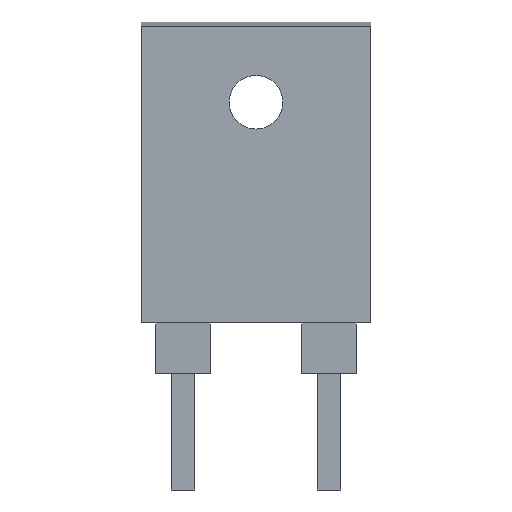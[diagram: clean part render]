
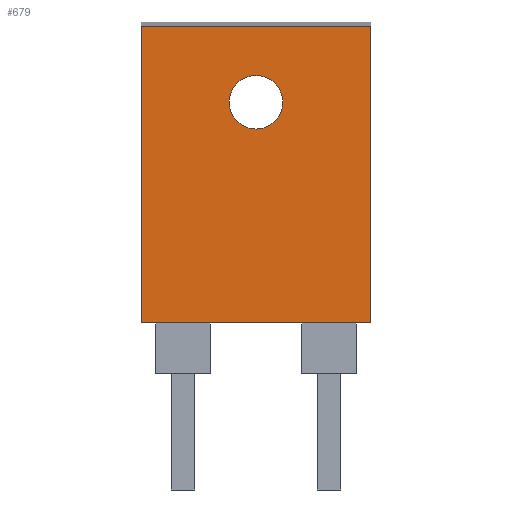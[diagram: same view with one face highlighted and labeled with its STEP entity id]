
A CAD part, front view. The second image highlights one B-rep face of the part: STEP entity #679.
In plain terms, the highlighted planar face has unit normal (0, -1, 0).
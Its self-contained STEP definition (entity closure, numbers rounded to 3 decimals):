
#30=FACE_BOUND('',#91,.T.);
#34=CIRCLE('',#729,1.865);
#46=FACE_OUTER_BOUND('',#90,.T.);
#90=EDGE_LOOP('',(#489,#490,#491,#492));
#91=EDGE_LOOP('',(#493));
#141=LINE('',#977,#228);
#145=LINE('',#985,#232);
#148=LINE('',#997,#235);
#151=LINE('',#1002,#238);
#228=VECTOR('',#793,16.);
#232=VECTOR('',#799,20.66);
#235=VECTOR('',#812,20.66);
#238=VECTOR('',#817,16.);
#308=VERTEX_POINT('',#970);
#311=VERTEX_POINT('',#975);
#314=VERTEX_POINT('',#983);
#317=VERTEX_POINT('',#993);
#318=VERTEX_POINT('',#996);
#375=EDGE_CURVE('',#311,#308,#141,.T.);
#379=EDGE_CURVE('',#314,#311,#145,.T.);
#383=EDGE_CURVE('',#317,#317,#34,.T.);
#384=EDGE_CURVE('',#318,#308,#148,.T.);
#387=EDGE_CURVE('',#318,#314,#151,.T.);
#489=ORIENTED_EDGE('',*,*,#375,.F.);
#490=ORIENTED_EDGE('',*,*,#379,.F.);
#491=ORIENTED_EDGE('',*,*,#387,.F.);
#492=ORIENTED_EDGE('',*,*,#384,.T.);
#493=ORIENTED_EDGE('',*,*,#383,.T.);
#636=PLANE('',#731);
#679=ADVANCED_FACE('',(#46,#30),#636,.T.);
#729=AXIS2_PLACEMENT_3D('',#994,#808,#809);
#731=AXIS2_PLACEMENT_3D('',#1001,#815,#816);
#793=DIRECTION('',(1.,0.,0.));
#799=DIRECTION('',(0.,0.,1.));
#808=DIRECTION('center_axis',(0.,1.,0.));
#809=DIRECTION('ref_axis',(-1.,0.,0.));
#812=DIRECTION('',(0.,0.,1.));
#815=DIRECTION('center_axis',(0.,-1.,0.));
#816=DIRECTION('ref_axis',(1.,0.,0.));
#817=DIRECTION('',(-1.,0.,0.));
#970=CARTESIAN_POINT('',(8.,-2.265,29.29));
#975=CARTESIAN_POINT('',(-8.,-2.265,29.29));
#977=CARTESIAN_POINT('',(-4.,-2.265,29.29));
#983=CARTESIAN_POINT('',(-8.,-2.265,8.63));
#985=CARTESIAN_POINT('',(-8.,-2.265,8.63));
#993=CARTESIAN_POINT('',(1.865,-2.265,24.));
#994=CARTESIAN_POINT('Origin',(0.,-2.265,24.));
#996=CARTESIAN_POINT('',(8.,-2.265,8.63));
#997=CARTESIAN_POINT('',(8.,-2.265,8.63));
#1001=CARTESIAN_POINT('Origin',(-8.,-2.265,8.63));
#1002=CARTESIAN_POINT('',(8.,-2.265,8.63));
